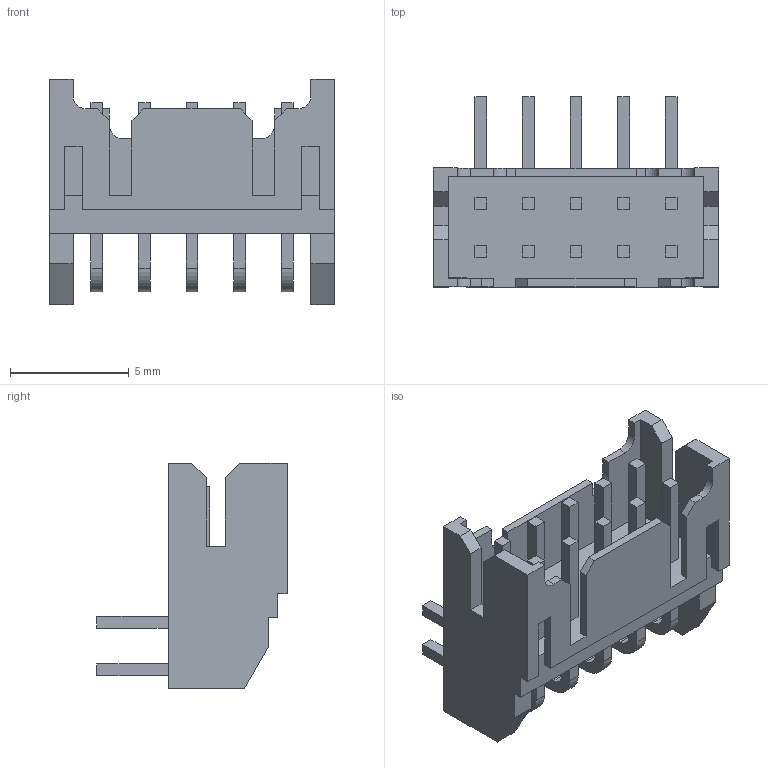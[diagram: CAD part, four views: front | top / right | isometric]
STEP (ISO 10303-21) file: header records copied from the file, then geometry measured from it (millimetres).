
FILE_DESCRIPTION((''),'2;1');
FILE_NAME('C-1-1470108-0','2011-11-18T',('workeradm'),('Tyco Electronics Ltd.'),'PRO/ENGINEER BY PARAMETRIC TECHNOLOGY CORPORATION, 2010430','PRO/ENGINEER BY PARAMETRIC TECHNOLOGY CORPORATION, 2010430','');
FILE_SCHEMA(('AUTOMOTIVE_DESIGN { 1 0 10303 214 1 1 1 1 }'));
Length unit declared in the file: millimetre
Products named in the file (1): C-1-1470108-0
Bounding box: 12 x 8 x 9.5 mm (x, y, z)
Volume: 189.3 mm3; surface area: 669.6 mm2
Topology: 1 solids, 1 shells, 199 faces, 558 edges, 372 vertices
Faces by surface type: plane 178, cylinder 21
Entity records: 6575 total; most frequent: CARTESIAN_POINT 1131, ORIENTED_EDGE 1116, DIRECTION 998, EDGE_CURVE 558, VECTOR 516, LINE 516, VERTEX_POINT 372, AXIS2_PLACEMENT_3D 241
